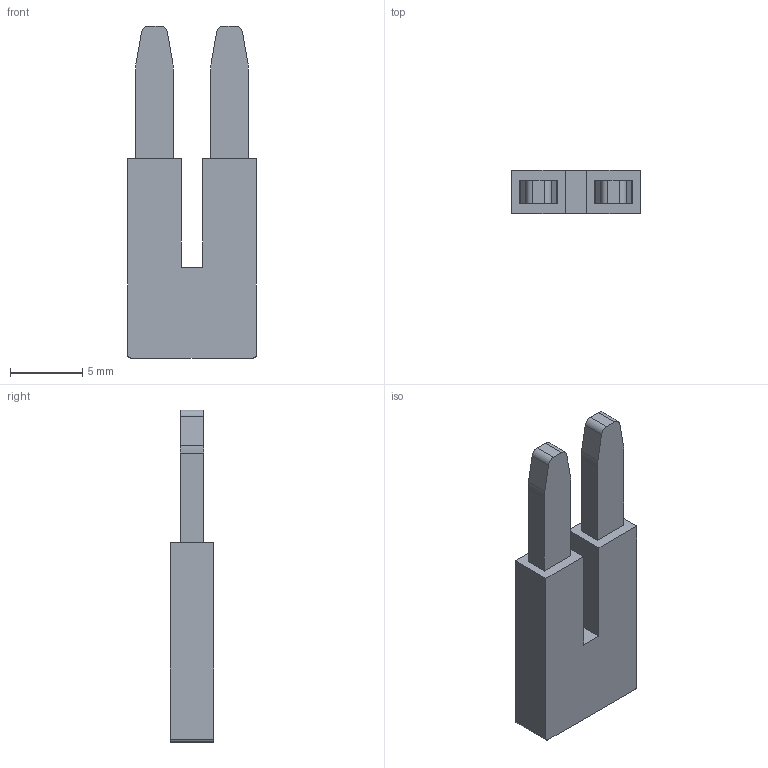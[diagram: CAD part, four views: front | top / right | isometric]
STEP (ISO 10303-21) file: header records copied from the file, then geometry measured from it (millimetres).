
FILE_DESCRIPTION( ( 'Unknown' ), '1' );
FILE_NAME( '零件2.stp', 'Unknown', ( 'Unknown' ), ( 'Unknown' ), 'XStep 1.0', 'Unknown', ' ' );
FILE_SCHEMA( ( 'automotive_design' ) );
Length unit declared in the file: millimetre
Products named in the file (1): ｹs_
Bounding box: 8.9 x 3 x 23 mm (x, y, z)
Volume: 406.8 mm3; surface area: 549.1 mm2
Topology: 1 solids, 1 shells, 34 faces, 90 edges, 60 vertices
Faces by surface type: plane 24, cylinder 10
Entity records: 1342 total; most frequent: CARTESIAN_POINT 185, DIRECTION 180, ORIENTED_EDGE 180, EDGE_CURVE 90, LINE 70, VECTOR 70, VERTEX_POINT 60, AXIS2_PLACEMENT_3D 55
